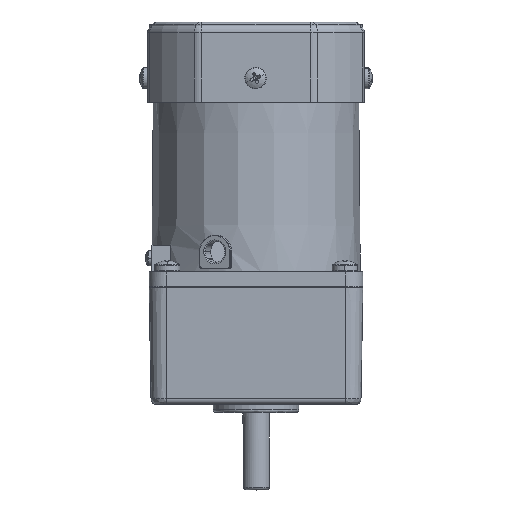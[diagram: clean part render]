
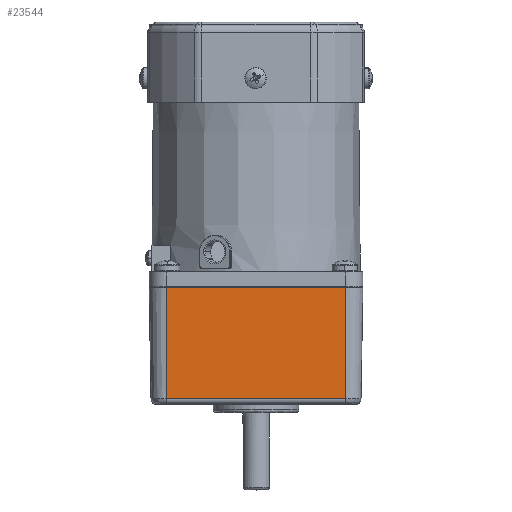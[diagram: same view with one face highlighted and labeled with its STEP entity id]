
A CAD part, top view. The second image highlights one B-rep face of the part: STEP entity #23544.
In plain terms, the highlighted face is planar.
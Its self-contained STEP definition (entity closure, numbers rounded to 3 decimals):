
#1091 = CARTESIAN_POINT ( 'NONE',  ( -33.5, 8750.077, -499000. ) ) ;
#2128 = CARTESIAN_POINT ( 'NONE',  ( -33.5, 39.275, 41.535 ) ) ;
#2369 = CARTESIAN_POINT ( 'NONE',  ( 0., 39.275, 41.535 ) ) ;
#2998 = CARTESIAN_POINT ( 'NONE',  ( 33.5, 39.638, 20.767 ) ) ;
#3944 = AXIS2_PLACEMENT_3D ( 'NONE', #19034, #29691, #5791 ) ;
#5780 = VERTEX_POINT ( 'NONE', #2128 ) ;
#5791 = DIRECTION ( 'NONE',  ( 1., 0., 0. ) ) ;
#8405 = PLANE ( 'NONE',  #3944 ) ;
#11443 = VERTEX_POINT ( 'NONE', #31061 ) ;
#11590 = LINE ( 'NONE', #22241, #14747 ) ;
#11718 = DIRECTION ( 'NONE',  ( 0., 0.017, -1. ) ) ;
#12994 = DIRECTION ( 'NONE',  ( 1., 0., 0. ) ) ;
#13030 = ORIENTED_EDGE ( 'NONE', *, *, #33020, .T. ) ;
#13626 = DIRECTION ( 'NONE',  ( 0., 0.017, -1. ) ) ;
#14747 = VECTOR ( 'NONE', #32872, 1000. ) ;
#15649 = VERTEX_POINT ( 'NONE', #25873 ) ;
#15847 = EDGE_CURVE ( 'NONE', #11443, #29373, #26887, .T. ) ;
#16049 = ORIENTED_EDGE ( 'NONE', *, *, #33500, .F. ) ;
#18747 = EDGE_CURVE ( 'NONE', #5780, #11443, #26253, .T. ) ;
#19034 = CARTESIAN_POINT ( 'NONE',  ( 0., 39.638, 20.767 ) ) ;
#22241 = CARTESIAN_POINT ( 'NONE',  ( 0., 40., 0. ) ) ;
#23544 = ADVANCED_FACE ( 'NONE', ( #32295 ), #8405, .T. ) ;
#24076 = VECTOR ( 'NONE', #12994, 1000. ) ;
#24824 = VECTOR ( 'NONE', #11718, 1000. ) ;
#24993 = LINE ( 'NONE', #1091, #24824 ) ;
#24995 = ORIENTED_EDGE ( 'NONE', *, *, #18747, .T. ) ;
#25771 = CARTESIAN_POINT ( 'NONE',  ( 33.5, 40., 0. ) ) ;
#25873 = CARTESIAN_POINT ( 'NONE',  ( -33.5, 40., 0. ) ) ;
#26253 = LINE ( 'NONE', #2369, #24076 ) ;
#26497 = EDGE_LOOP ( 'NONE', ( #16049, #24995, #26631, #13030 ) ) ;
#26631 = ORIENTED_EDGE ( 'NONE', *, *, #15847, .T. ) ;
#26789 = VECTOR ( 'NONE', #13626, 1000. ) ;
#26887 = LINE ( 'NONE', #2998, #26789 ) ;
#29373 = VERTEX_POINT ( 'NONE', #25771 ) ;
#29691 = DIRECTION ( 'NONE',  ( 0., 1., 0.017 ) ) ;
#31061 = CARTESIAN_POINT ( 'NONE',  ( 33.5, 39.275, 41.535 ) ) ;
#32295 = FACE_OUTER_BOUND ( 'NONE', #26497, .T. ) ;
#32872 = DIRECTION ( 'NONE',  ( -1., 0., 0. ) ) ;
#33020 = EDGE_CURVE ( 'NONE', #29373, #15649, #11590, .T. ) ;
#33500 = EDGE_CURVE ( 'NONE', #5780, #15649, #24993, .T. ) ;
